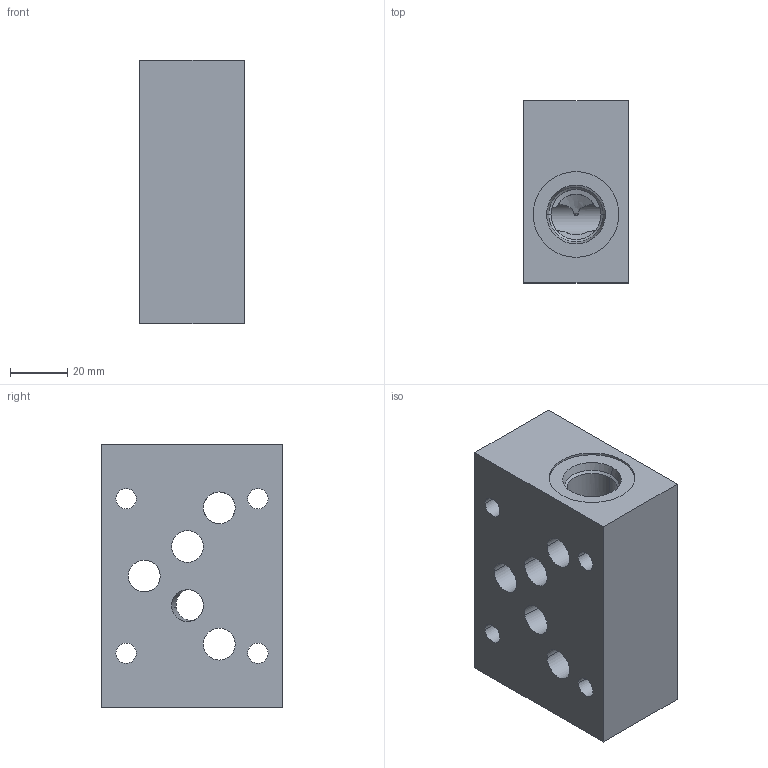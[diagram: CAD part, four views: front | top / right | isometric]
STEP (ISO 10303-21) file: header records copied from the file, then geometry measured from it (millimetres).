
FILE_DESCRIPTION((''),'2;1');
FILE_NAME('ZCA_ASM','2020-03-18T',('ProEService'),(''),'PRO/ENGINEER BY PARAMETRIC TECHNOLOGY CORPORATION, 2014200','PRO/ENGINEER BY PARAMETRIC TECHNOLOGY CORPORATION, 2014200','');
FILE_SCHEMA(('CONFIG_CONTROL_DESIGN'));
Length unit declared in the file: inch
Products named in the file (2): 153-172; ZCA_ASM
Assembly tree (1 placements, depth 2):
  ZCA_ASM
    153-172
Bounding box: 36.53 x 63.5 x 92.08 mm (x, y, z)
Volume: 177465.4 mm3; surface area: 33709.4 mm2
Topology: 1 solids, 1 shells, 58 faces, 367 edges, 396 vertices
Faces by surface type: cylinder 33, cone 15, plane 8, sphere 2
Entity records: 4043 total; most frequent: CARTESIAN_POINT 1387, DIRECTION 527, ORIENTED_EDGE 312, VECTOR 261, LINE 261, TRIMMED_CURVE 209, COMPOSITE_CURVE_SEGMENT 189, EDGE_CURVE 156
